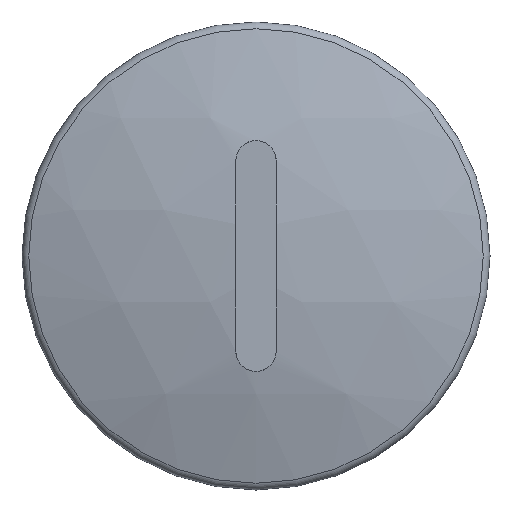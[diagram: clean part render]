
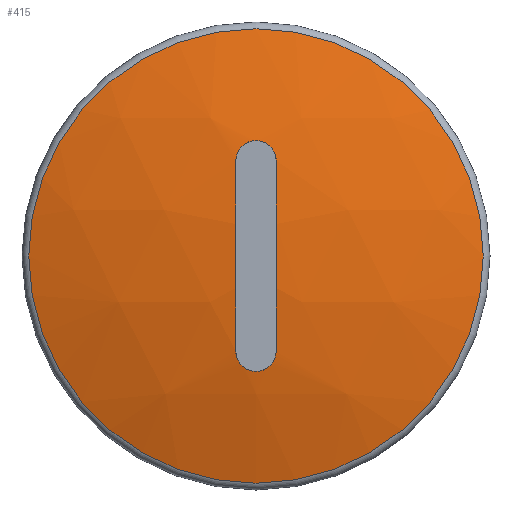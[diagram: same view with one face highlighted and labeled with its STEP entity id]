
A CAD part, left-side view. The second image highlights one B-rep face of the part: STEP entity #415.
In plain terms, the highlighted spherical face has radius 38.331 mm.
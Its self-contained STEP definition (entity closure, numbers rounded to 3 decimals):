
#19=SPHERICAL_SURFACE('',#456,38.331);
#29=FACE_BOUND('',#113,.T.);
#40=CIRCLE('',#455,11.693);
#41=CIRCLE('',#457,38.317);
#42=CIRCLE('',#458,38.317);
#79=FACE_OUTER_BOUND('',#112,.T.);
#112=EDGE_LOOP('',(#325));
#113=EDGE_LOOP('',(#326,#327,#328,#329));
#185=B_SPLINE_CURVE_WITH_KNOTS('',3,(#1392,#1393,#1394,#1395,#1396,#1397,
#1398,#1399,#1400,#1401,#1402,#1403,#1404,#1405,#1406,#1407,#1408,#1409),
 .UNSPECIFIED.,.F.,.F.,(4,2,2,2,2,2,2,2,4),(0.157,0.196,
0.235,0.274,0.313,0.352,
0.391,0.43,0.47),.UNSPECIFIED.);
#186=B_SPLINE_CURVE_WITH_KNOTS('',3,(#1412,#1413,#1414,#1415,#1416,#1417,
#1418,#1419,#1420,#1421,#1422,#1423,#1424,#1425,#1426,#1427,#1428,#1429,
#1430),.UNSPECIFIED.,.F.,.F.,(4,2,2,2,3,2,2,2,4),(-0.157,-0.117,
-0.078,-0.039,0.,0.039,0.078,
0.117,0.157),.UNSPECIFIED.);
#205=VERTEX_POINT('',#1385);
#206=VERTEX_POINT('',#1388);
#207=VERTEX_POINT('',#1389);
#208=VERTEX_POINT('',#1391);
#209=VERTEX_POINT('',#1410);
#251=EDGE_CURVE('',#205,#205,#40,.T.);
#252=EDGE_CURVE('',#206,#207,#41,.T.);
#253=EDGE_CURVE('',#207,#208,#185,.T.);
#254=EDGE_CURVE('',#208,#209,#42,.T.);
#255=EDGE_CURVE('',#209,#206,#186,.T.);
#325=ORIENTED_EDGE('',*,*,#251,.F.);
#326=ORIENTED_EDGE('',*,*,#252,.T.);
#327=ORIENTED_EDGE('',*,*,#253,.T.);
#328=ORIENTED_EDGE('',*,*,#254,.T.);
#329=ORIENTED_EDGE('',*,*,#255,.T.);
#415=ADVANCED_FACE('',(#79,#29),#19,.T.);
#455=AXIS2_PLACEMENT_3D('',#1386,#527,#528);
#456=AXIS2_PLACEMENT_3D('',#1387,#529,#530);
#457=AXIS2_PLACEMENT_3D('',#1390,#531,#532);
#458=AXIS2_PLACEMENT_3D('',#1411,#533,#534);
#527=DIRECTION('center_axis',(1.,0.,0.));
#528=DIRECTION('ref_axis',(0.,-1.,0.));
#529=DIRECTION('center_axis',(0.,0.,1.));
#530=DIRECTION('ref_axis',(1.,0.,0.));
#531=DIRECTION('center_axis',(0.,-1.,0.));
#532=DIRECTION('ref_axis',(0.,0.,1.));
#533=DIRECTION('center_axis',(0.,1.,0.));
#534=DIRECTION('ref_axis',(0.,0.,-1.));
#1385=CARTESIAN_POINT('',(-9.673,11.693,0.));
#1386=CARTESIAN_POINT('Origin',(-9.673,0.,
0.));
#1387=CARTESIAN_POINT('Origin',(26.831,0.,0.));
#1388=CARTESIAN_POINT('',(-11.171,-1.035,4.905));
#1389=CARTESIAN_POINT('',(-11.171,-1.035,-4.905));
#1390=CARTESIAN_POINT('Origin',(26.831,-1.035,0.));
#1391=CARTESIAN_POINT('',(-11.171,1.035,-4.905));
#1392=CARTESIAN_POINT('Ctrl Pts',(-11.171,-1.035,-4.905));
#1393=CARTESIAN_POINT('Ctrl Pts',(-11.154,-1.035,-5.035));
#1394=CARTESIAN_POINT('Ctrl Pts',(-11.136,-1.009,-5.174));
#1395=CARTESIAN_POINT('Ctrl Pts',(-11.103,-0.903,
-5.429));
#1396=CARTESIAN_POINT('Ctrl Pts',(-11.088,-0.823,
-5.546));
#1397=CARTESIAN_POINT('Ctrl Pts',(-11.064,-0.639,
-5.729));
#1398=CARTESIAN_POINT('Ctrl Pts',(-11.054,-0.523,
-5.809));
#1399=CARTESIAN_POINT('Ctrl Pts',(-11.04,-0.268,
-5.914));
#1400=CARTESIAN_POINT('Ctrl Pts',(-11.037,-0.13,
-5.94));
#1401=CARTESIAN_POINT('Ctrl Pts',(-11.037,0.13,-5.94));
#1402=CARTESIAN_POINT('Ctrl Pts',(-11.04,0.268,-5.914));
#1403=CARTESIAN_POINT('Ctrl Pts',(-11.054,0.523,-5.809));
#1404=CARTESIAN_POINT('Ctrl Pts',(-11.064,0.639,-5.729));
#1405=CARTESIAN_POINT('Ctrl Pts',(-11.088,0.823,-5.546));
#1406=CARTESIAN_POINT('Ctrl Pts',(-11.103,0.903,-5.429));
#1407=CARTESIAN_POINT('Ctrl Pts',(-11.136,1.009,-5.174));
#1408=CARTESIAN_POINT('Ctrl Pts',(-11.154,1.035,-5.035));
#1409=CARTESIAN_POINT('Ctrl Pts',(-11.171,1.035,-4.905));
#1410=CARTESIAN_POINT('',(-11.171,1.035,4.905));
#1411=CARTESIAN_POINT('Origin',(26.831,1.035,0.));
#1412=CARTESIAN_POINT('Ctrl Pts',(-11.171,1.035,4.905));
#1413=CARTESIAN_POINT('Ctrl Pts',(-11.154,1.035,5.035));
#1414=CARTESIAN_POINT('Ctrl Pts',(-11.136,1.009,5.174));
#1415=CARTESIAN_POINT('Ctrl Pts',(-11.103,0.903,5.429));
#1416=CARTESIAN_POINT('Ctrl Pts',(-11.088,0.823,5.546));
#1417=CARTESIAN_POINT('Ctrl Pts',(-11.064,0.639,5.729));
#1418=CARTESIAN_POINT('Ctrl Pts',(-11.054,0.523,5.809));
#1419=CARTESIAN_POINT('Ctrl Pts',(-11.04,0.268,5.914));
#1420=CARTESIAN_POINT('Ctrl Pts',(-11.037,0.13,5.94));
#1421=CARTESIAN_POINT('Ctrl Pts',(-11.037,0.,
5.94));
#1422=CARTESIAN_POINT('Ctrl Pts',(-11.037,-0.13,
5.94));
#1423=CARTESIAN_POINT('Ctrl Pts',(-11.04,-0.268,5.914));
#1424=CARTESIAN_POINT('Ctrl Pts',(-11.054,-0.523,
5.809));
#1425=CARTESIAN_POINT('Ctrl Pts',(-11.064,-0.639,
5.729));
#1426=CARTESIAN_POINT('Ctrl Pts',(-11.088,-0.823,
5.546));
#1427=CARTESIAN_POINT('Ctrl Pts',(-11.103,-0.903,5.429));
#1428=CARTESIAN_POINT('Ctrl Pts',(-11.136,-1.009,5.174));
#1429=CARTESIAN_POINT('Ctrl Pts',(-11.154,-1.035,5.035));
#1430=CARTESIAN_POINT('Ctrl Pts',(-11.171,-1.035,4.905));
